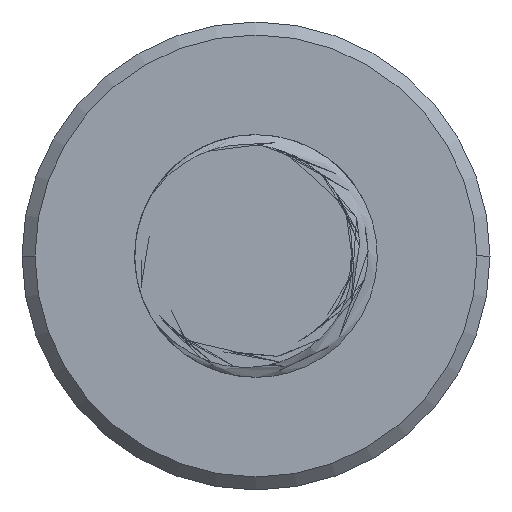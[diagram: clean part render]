
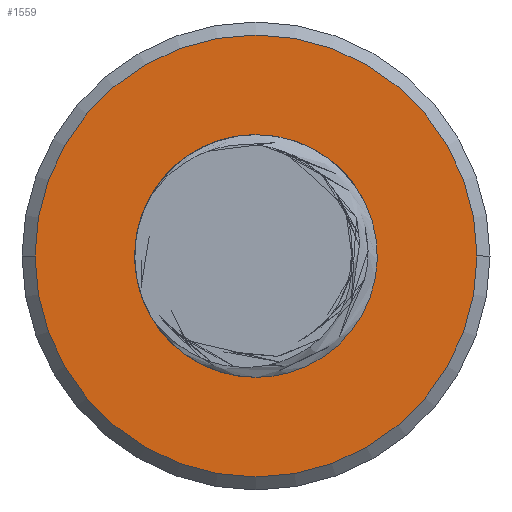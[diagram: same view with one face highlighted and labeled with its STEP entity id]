
A CAD part, front view. The second image highlights one B-rep face of the part: STEP entity #1559.
In plain terms, the highlighted planar face has unit normal (0, -1, 0).
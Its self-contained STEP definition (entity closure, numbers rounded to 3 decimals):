
#104 = CARTESIAN_POINT ( 'NONE',  ( 2.75, 0., 0. ) ) ;
#330 = CARTESIAN_POINT ( 'NONE',  ( 2.75, 0., 0. ) ) ;
#395 = EDGE_CURVE ( 'NONE', #5248, #7820, #3783, .T. ) ;
#526 = CARTESIAN_POINT ( 'NONE',  ( 4.06, 0., 0.444 ) ) ;
#536 = CARTESIAN_POINT ( 'NONE',  ( 2.02, 0., -0.855 ) ) ;
#581 = CARTESIAN_POINT ( 'NONE',  ( 2.2, 0., -0.953 ) ) ;
#754 = DIRECTION ( 'NONE',  ( 0., 0., -1. ) ) ;
#778 = ORIENTED_EDGE ( 'NONE', *, *, #6950, .F. ) ;
#1138 = ORIENTED_EDGE ( 'NONE', *, *, #395, .F. ) ;
#1154 = CARTESIAN_POINT ( 'NONE',  ( 2.437, 0., -1.091 ) ) ;
#1166 = CARTESIAN_POINT ( 'NONE',  ( 1.53, 0., 0. ) ) ;
#1186 = CARTESIAN_POINT ( 'NONE',  ( 3.962, 0., 0.7 ) ) ;
#1195 = CARTESIAN_POINT ( 'NONE',  ( 2.2, 0., -0.953 ) ) ;
#1203 = CIRCLE ( 'NONE', #3766, 2.55 ) ;
#1248 = CARTESIAN_POINT ( 'NONE',  ( 1.35, 0., 0. ) ) ;
#1373 = CARTESIAN_POINT ( 'NONE',  ( 1.53, 0., 0. ) ) ;
#1440 = DIRECTION ( 'NONE',  ( 0., 1., 0. ) ) ;
#1446 = AXIS2_PLACEMENT_3D ( 'NONE', #7401, #3441, #8058 ) ;
#1559 = ADVANCED_FACE ( 'NONE', ( #2765, #2538 ), #2883, .F. ) ;
#1801 = VECTOR ( 'NONE', #3334, 1000. ) ;
#1819 = ORIENTED_EDGE ( 'NONE', *, *, #4061, .F. ) ;
#1821 = CARTESIAN_POINT ( 'NONE',  ( 2.84, 0., -1.174 ) ) ;
#2030 = CARTESIAN_POINT ( 'NONE',  ( 2.75, 0., 1.4 ) ) ;
#2195 = CARTESIAN_POINT ( 'NONE',  ( 0., 0., 0. ) ) ;
#2344 = VERTEX_POINT ( 'NONE', #8378 ) ;
#2483 = CARTESIAN_POINT ( 'NONE',  ( 3.247, 0., -1.111 ) ) ;
#2538 = FACE_BOUND ( 'NONE', #7979, .T. ) ;
#2765 = FACE_OUTER_BOUND ( 'NONE', #4472, .T. ) ;
#2791 = CARTESIAN_POINT ( 'NONE',  ( 2.75, 0., 0. ) ) ;
#2883 = PLANE ( 'NONE',  #7350 ) ;
#3138 = CARTESIAN_POINT ( 'NONE',  ( 2.313, 0., -1.033 ) ) ;
#3147 = CARTESIAN_POINT ( 'NONE',  ( 1.539, 0., -0.102 ) ) ;
#3168 = CARTESIAN_POINT ( 'NONE',  ( 3.608, 0., -0.913 ) ) ;
#3177 = CARTESIAN_POINT ( 'NONE',  ( 1.561, 0., -0.201 ) ) ;
#3334 = DIRECTION ( 'NONE',  ( 1., 0., 0. ) ) ;
#3441 = DIRECTION ( 'NONE',  ( 0., 1., 0. ) ) ;
#3459 = DIRECTION ( 'NONE',  ( 0., 0., -1. ) ) ;
#3492 = AXIS2_PLACEMENT_3D ( 'NONE', #104, #4740, #754 ) ;
#3551 = DIRECTION ( 'NONE',  ( 0., 1., 0. ) ) ;
#3766 = AXIS2_PLACEMENT_3D ( 'NONE', #5439, #1440, #6101 ) ;
#3783 = LINE ( 'NONE', #330, #1801 ) ;
#3828 = CARTESIAN_POINT ( 'NONE',  ( 4.035, 0., -0.372 ) ) ;
#3838 = CARTESIAN_POINT ( 'NONE',  ( 1.678, 0., -0.484 ) ) ;
#4061 = EDGE_CURVE ( 'NONE', #5362, #5248, #7400, .T. ) ;
#4399 = ORIENTED_EDGE ( 'NONE', *, *, #7919, .F. ) ;
#4472 = EDGE_LOOP ( 'NONE', ( #4882, #4657 ) ) ;
#4507 = CARTESIAN_POINT ( 'NONE',  ( 4.099, 0., 0.172 ) ) ;
#4516 = CARTESIAN_POINT ( 'NONE',  ( 1.864, 0., -0.726 ) ) ;
#4657 = ORIENTED_EDGE ( 'NONE', *, *, #5464, .F. ) ;
#4740 = DIRECTION ( 'NONE',  ( 0., -1., 0. ) ) ;
#4882 = ORIENTED_EDGE ( 'NONE', *, *, #7848, .F. ) ;
#4954 = AXIS2_PLACEMENT_3D ( 'NONE', #2791, #7419, #3459 ) ;
#5186 = CARTESIAN_POINT ( 'NONE',  ( 4.021, 0., 0.575 ) ) ;
#5197 = CARTESIAN_POINT ( 'NONE',  ( 2.107, 0., -0.91 ) ) ;
#5248 = VERTEX_POINT ( 'NONE', #1248 ) ;
#5362 = VERTEX_POINT ( 'NONE', #2030 ) ;
#5439 = CARTESIAN_POINT ( 'NONE',  ( 2.75, 0., 0. ) ) ;
#5464 = EDGE_CURVE ( 'NONE', #2344, #6492, #5740, .T. ) ;
#5666 = ORIENTED_EDGE ( 'NONE', *, *, #8385, .F. ) ;
#5740 = CIRCLE ( 'NONE', #1446, 2.55 ) ;
#5817 = CARTESIAN_POINT ( 'NONE',  ( 2.703, 0., -1.162 ) ) ;
#6015 = B_SPLINE_CURVE_WITH_KNOTS ( 'NONE', 3,
 ( #1166, #3147, #3177, #7791, #3838, #8460, #4516, #536, #5197, #1195 ),
 .UNSPECIFIED., .F., .F.,
 ( 4, 2, 2, 2, 4 ),
 ( 0., 0., 0.001, 0.001, 0.001 ),
 .UNSPECIFIED. ) ;
#6101 = DIRECTION ( 'NONE',  ( -1., 0., 0. ) ) ;
#6475 = CARTESIAN_POINT ( 'NONE',  ( 3.114, 0., -1.148 ) ) ;
#6492 = VERTEX_POINT ( 'NONE', #6688 ) ;
#6688 = CARTESIAN_POINT ( 'NONE',  ( 0.2, 0., 0. ) ) ;
#6950 = EDGE_CURVE ( 'NONE', #7646, #7570, #8022, .T. ) ;
#7133 = CARTESIAN_POINT ( 'NONE',  ( 3.495, 0., -0.992 ) ) ;
#7350 = AXIS2_PLACEMENT_3D ( 'NONE', #2195, #3551, #8175 ) ;
#7400 = CIRCLE ( 'NONE', #3492, 1.4 ) ;
#7401 = CARTESIAN_POINT ( 'NONE',  ( 2.75, 0., 0. ) ) ;
#7419 = DIRECTION ( 'NONE',  ( 0., -1., 0. ) ) ;
#7570 = VERTEX_POINT ( 'NONE', #7806 ) ;
#7646 = VERTEX_POINT ( 'NONE', #581 ) ;
#7762 = CARTESIAN_POINT ( 'NONE',  ( 2.2, 0., -0.953 ) ) ;
#7783 = CARTESIAN_POINT ( 'NONE',  ( 3.903, 0., -0.626 ) ) ;
#7791 = CARTESIAN_POINT ( 'NONE',  ( 1.63, 0., -0.392 ) ) ;
#7806 = CARTESIAN_POINT ( 'NONE',  ( 3.962, 0., 0.7 ) ) ;
#7820 = VERTEX_POINT ( 'NONE', #1373 ) ;
#7848 = EDGE_CURVE ( 'NONE', #6492, #2344, #1203, .T. ) ;
#7919 = EDGE_CURVE ( 'NONE', #7570, #5362, #8049, .T. ) ;
#7979 = EDGE_LOOP ( 'NONE', ( #1138, #1819, #4399, #778, #5666 ) ) ;
#8022 = B_SPLINE_CURVE_WITH_KNOTS ( 'NONE', 3,
 ( #7762, #3138, #1154, #5817, #1821, #6475, #2483, #7133, #3168, #7783, #3828, #8450, #4507, #526, #5186, #1186 ),
 .UNSPECIFIED., .F., .F.,
 ( 4, 2, 2, 2, 2, 2, 2, 4 ),
 ( 0., 0., 0.001, 0.001, 0.002, 0.002, 0.003, 0.003 ),
 .UNSPECIFIED. ) ;
#8049 = CIRCLE ( 'NONE', #4954, 1.4 ) ;
#8058 = DIRECTION ( 'NONE',  ( -1., 0., 0. ) ) ;
#8175 = DIRECTION ( 'NONE',  ( -1., 0., 0. ) ) ;
#8378 = CARTESIAN_POINT ( 'NONE',  ( 5.3, 0., 0. ) ) ;
#8385 = EDGE_CURVE ( 'NONE', #7820, #7646, #6015, .T. ) ;
#8450 = CARTESIAN_POINT ( 'NONE',  ( 4.1, 0., 0.035 ) ) ;
#8460 = CARTESIAN_POINT ( 'NONE',  ( 1.794, 0., -0.65 ) ) ;
